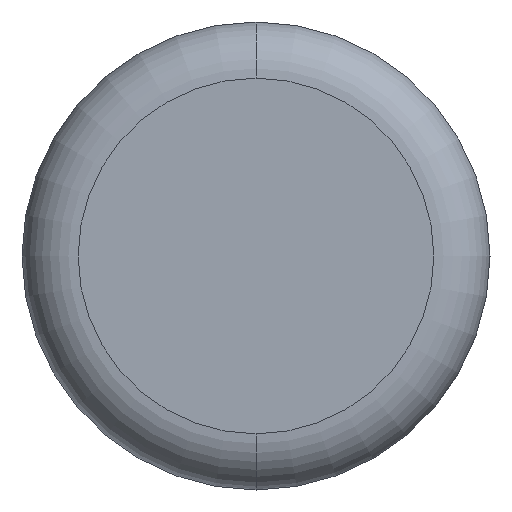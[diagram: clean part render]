
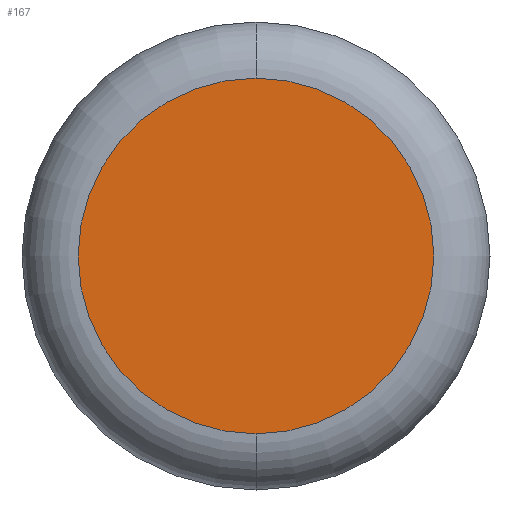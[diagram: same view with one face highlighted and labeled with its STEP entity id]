
A CAD part, front view. The second image highlights one B-rep face of the part: STEP entity #167.
In plain terms, the highlighted planar face has unit normal (0, -1, 0).
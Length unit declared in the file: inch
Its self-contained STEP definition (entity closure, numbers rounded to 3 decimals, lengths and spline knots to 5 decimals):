
#13 = AXIS2_PLACEMENT_3D ( 'NONE', #361, #33, #204 ) ;
#23 = PLANE ( 'NONE',  #13 ) ;
#33 = DIRECTION ( 'NONE',  ( 0., -1., 0. ) ) ;
#41 = ORIENTED_EDGE ( 'NONE', *, *, #189, .T. ) ;
#58 = DIRECTION ( 'NONE',  ( 0., 0., -1. ) ) ;
#93 = EDGE_LOOP ( 'NONE', ( #41, #333 ) ) ;
#130 = VERTEX_POINT ( 'NONE', #222 ) ;
#141 = CARTESIAN_POINT ( 'NONE',  ( 0., 0., 0. ) ) ;
#154 = CARTESIAN_POINT ( 'NONE',  ( 0., 0., 0. ) ) ;
#160 = CIRCLE ( 'NONE', #384, 0.0475 ) ;
#164 = FACE_OUTER_BOUND ( 'NONE', #93, .T. ) ;
#167 = ADVANCED_FACE ( 'NONE', ( #164 ), #23, .T. ) ;
#171 = DIRECTION ( 'NONE',  ( 0., -1., 0. ) ) ;
#189 = EDGE_CURVE ( 'NONE', #130, #207, #160, .T. ) ;
#204 = DIRECTION ( 'NONE',  ( 0., 0., -1. ) ) ;
#207 = VERTEX_POINT ( 'NONE', #379 ) ;
#222 = CARTESIAN_POINT ( 'NONE',  ( 0., 0., -0.0475 ) ) ;
#263 = DIRECTION ( 'NONE',  ( 0., 0., -1. ) ) ;
#270 = AXIS2_PLACEMENT_3D ( 'NONE', #141, #171, #263 ) ;
#332 = DIRECTION ( 'NONE',  ( 0., -1., 0. ) ) ;
#333 = ORIENTED_EDGE ( 'NONE', *, *, #366, .T. ) ;
#361 = CARTESIAN_POINT ( 'NONE',  ( 0., 0., 0. ) ) ;
#366 = EDGE_CURVE ( 'NONE', #207, #130, #395, .T. ) ;
#379 = CARTESIAN_POINT ( 'NONE',  ( 0., 0., 0.0475 ) ) ;
#384 = AXIS2_PLACEMENT_3D ( 'NONE', #154, #332, #58 ) ;
#395 = CIRCLE ( 'NONE', #270, 0.0475 ) ;
